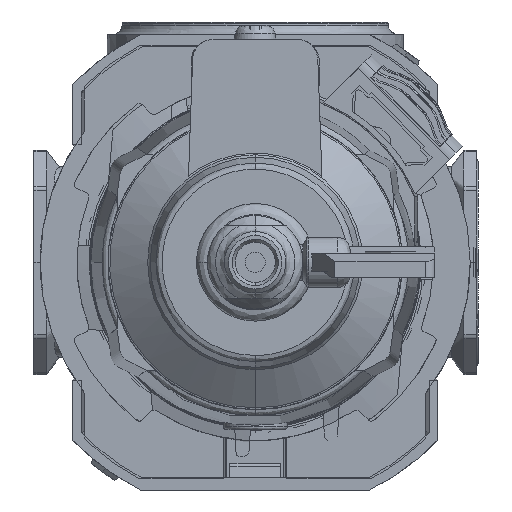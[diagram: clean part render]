
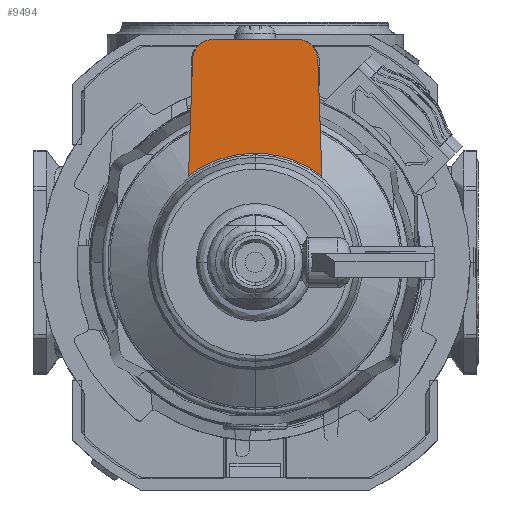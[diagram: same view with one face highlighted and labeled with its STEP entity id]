
A CAD part, front view. The second image highlights one B-rep face of the part: STEP entity #9494.
In plain terms, the highlighted planar face has unit normal (0, -1, 0).
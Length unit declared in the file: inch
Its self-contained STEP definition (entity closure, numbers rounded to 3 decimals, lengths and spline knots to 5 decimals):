
#626 = CARTESIAN_POINT ( 'NONE',  ( 0.32499, -4.15835, 1.37234 ) ) ;
#1290 = CARTESIAN_POINT ( 'NONE',  ( -0.14887, -4.15835, 0.66661 ) ) ;
#1529 = LINE ( 'NONE', #14185, #41874 ) ;
#1709 = CARTESIAN_POINT ( 'NONE',  ( 0.41513, -4.15835, 0.53726 ) ) ;
#2215 = CARTESIAN_POINT ( 'NONE',  ( -0.28978, -4.15835, 0.61851 ) ) ;
#4227 = CARTESIAN_POINT ( 'NONE',  ( -0.27825, -4.15835, 1.3878 ) ) ;
#6147 = CARTESIAN_POINT ( 'NONE',  ( -0.26187, -4.15835, 1.3878 ) ) ;
#8355 = CARTESIAN_POINT ( 'NONE',  ( 0.33897, -4.15835, 1.36326 ) ) ;
#9494 = ADVANCED_FACE ( 'NONE', ( #37190 ), #60371, .F. ) ;
#10277 = ORIENTED_EDGE ( 'NONE', *, *, #47929, .F. ) ;
#10643 = CARTESIAN_POINT ( 'NONE',  ( 0.26187, -4.15835, 1.3878 ) ) ;
#11518 = CARTESIAN_POINT ( 'NONE',  ( -0.38917, -4.15835, 1.28067 ) ) ;
#11847 = CARTESIAN_POINT ( 'NONE',  ( -0.38975, -4.15835, 1.26431 ) ) ;
#13624 = DIRECTION ( 'NONE',  ( 0.035, 0., -0.999 ) ) ;
#14183 = B_SPLINE_CURVE_WITH_KNOTS ( 'NONE', 3,
 ( #85100, #11518, #79253, #57452, #63788, #63319, #48777, #42008, #4227, #6147 ),
 .UNSPECIFIED., .F., .F.,
 ( 4, 2, 2, 2, 4 ),
 ( 0., 0.25, 0.5, 0.75, 1. ),
 .UNSPECIFIED. ) ;
#14185 = CARTESIAN_POINT ( 'NONE',  ( -0.26187, -4.15835, 1.3878 ) ) ;
#15356 = CARTESIAN_POINT ( 'NONE',  ( 0., -4.15835, 0.67896 ) ) ;
#15800 = VERTEX_POINT ( 'NONE', #24673 ) ;
#16298 = CARTESIAN_POINT ( 'NONE',  ( -0.07444, -4.15835, 0.67896 ) ) ;
#16797 = B_SPLINE_CURVE_WITH_KNOTS ( 'NONE', 3,
 ( #74673, #52416, #22405, #626, #8355, #30185, #59674, #22888, #89248, #87324 ),
 .UNSPECIFIED., .F., .F.,
 ( 4, 2, 2, 2, 4 ),
 ( 0., 0.25, 0.5, 0.75, 1. ),
 .UNSPECIFIED. ) ;
#19907 = CARTESIAN_POINT ( 'NONE',  ( 0., -4.15835, 0.67896 ) ) ;
#20043 = EDGE_CURVE ( 'NONE', #40671, #84228, #14183, .T. ) ;
#21197 = B_SPLINE_CURVE_WITH_KNOTS ( 'NONE', 3,
 ( #1709, #53976, #31262, #60764, #53499, #83529 ),
 .UNSPECIFIED., .F., .F.,
 ( 4, 2, 4 ),
 ( 0., 0.25, 0.5 ),
 .UNSPECIFIED. ) ;
#22405 = CARTESIAN_POINT ( 'NONE',  ( 0.29462, -4.15835, 1.38461 ) ) ;
#22636 = DIRECTION ( 'NONE',  ( 0., 0., 1. ) ) ;
#22888 = CARTESIAN_POINT ( 'NONE',  ( 0.38542, -4.15835, 1.29692 ) ) ;
#23087 = CARTESIAN_POINT ( 'NONE',  ( -0.41513, -4.15835, 0.53726 ) ) ;
#24673 = CARTESIAN_POINT ( 'NONE',  ( 0.38975, -4.15835, 1.26431 ) ) ;
#25578 = AXIS2_PLACEMENT_3D ( 'NONE', #37659, #89463, #22636 ) ;
#26571 = CARTESIAN_POINT ( 'NONE',  ( 0.41513, -4.15835, 0.53726 ) ) ;
#30185 = CARTESIAN_POINT ( 'NONE',  ( 0.36253, -4.15835, 1.34051 ) ) ;
#30732 = CARTESIAN_POINT ( 'NONE',  ( -0.41513, -4.15835, 0.53726 ) ) ;
#30841 = CARTESIAN_POINT ( 'NONE',  ( -0.35623, -4.15835, 0.58278 ) ) ;
#31262 = CARTESIAN_POINT ( 'NONE',  ( 0.28978, -4.15835, 0.61851 ) ) ;
#35331 = EDGE_LOOP ( 'NONE', ( #55512, #65227, #61211, #10277, #62238, #75643, #82248 ) ) ;
#36205 = VERTEX_POINT ( 'NONE', #10643 ) ;
#37190 = FACE_OUTER_BOUND ( 'NONE', #35331, .T. ) ;
#37659 = CARTESIAN_POINT ( 'NONE',  ( -0.26187, -4.15835, 1.25984 ) ) ;
#40671 = VERTEX_POINT ( 'NONE', #11847 ) ;
#41874 = VECTOR ( 'NONE', #88259, 39.37008 ) ;
#42008 = CARTESIAN_POINT ( 'NONE',  ( -0.29462, -4.15835, 1.38461 ) ) ;
#43190 = VECTOR ( 'NONE', #88089, 39.37008 ) ;
#47660 = VERTEX_POINT ( 'NONE', #30732 ) ;
#47929 = EDGE_CURVE ( 'NONE', #84228, #36205, #1529, .T. ) ;
#48595 = VERTEX_POINT ( 'NONE', #19907 ) ;
#48777 = CARTESIAN_POINT ( 'NONE',  ( -0.32499, -4.15835, 1.37234 ) ) ;
#50406 = LINE ( 'NONE', #79928, #55703 ) ;
#52120 = B_SPLINE_CURVE_WITH_KNOTS ( 'NONE', 3,
 ( #15356, #16298, #1290, #2215, #30841, #23087 ),
 .UNSPECIFIED., .F., .F.,
 ( 4, 2, 4 ),
 ( 0.5, 0.75, 1. ),
 .UNSPECIFIED. ) ;
#52416 = CARTESIAN_POINT ( 'NONE',  ( 0.27825, -4.15835, 1.3878 ) ) ;
#52648 = EDGE_CURVE ( 'NONE', #36205, #15800, #16797, .T. ) ;
#53499 = CARTESIAN_POINT ( 'NONE',  ( 0.07444, -4.15835, 0.67896 ) ) ;
#53976 = CARTESIAN_POINT ( 'NONE',  ( 0.35623, -4.15835, 0.58278 ) ) ;
#55121 = EDGE_CURVE ( 'NONE', #92277, #48595, #21197, .T. ) ;
#55512 = ORIENTED_EDGE ( 'NONE', *, *, #55121, .F. ) ;
#55703 = VECTOR ( 'NONE', #13624, 39.37008 ) ;
#57452 = CARTESIAN_POINT ( 'NONE',  ( -0.3721, -4.15835, 1.32685 ) ) ;
#59674 = CARTESIAN_POINT ( 'NONE',  ( 0.3721, -4.15835, 1.32685 ) ) ;
#60371 = PLANE ( 'NONE',  #25578 ) ;
#60764 = CARTESIAN_POINT ( 'NONE',  ( 0.14887, -4.15835, 0.66661 ) ) ;
#61211 = ORIENTED_EDGE ( 'NONE', *, *, #52648, .F. ) ;
#62238 = ORIENTED_EDGE ( 'NONE', *, *, #20043, .F. ) ;
#63319 = CARTESIAN_POINT ( 'NONE',  ( -0.33897, -4.15835, 1.36326 ) ) ;
#63788 = CARTESIAN_POINT ( 'NONE',  ( -0.36253, -4.15835, 1.34051 ) ) ;
#65227 = ORIENTED_EDGE ( 'NONE', *, *, #84466, .F. ) ;
#67708 = CARTESIAN_POINT ( 'NONE',  ( -0.4198, -4.15835, 0.40354 ) ) ;
#74673 = CARTESIAN_POINT ( 'NONE',  ( 0.26187, -4.15835, 1.3878 ) ) ;
#74763 = EDGE_CURVE ( 'NONE', #48595, #47660, #52120, .T. ) ;
#75643 = ORIENTED_EDGE ( 'NONE', *, *, #83100, .F. ) ;
#79253 = CARTESIAN_POINT ( 'NONE',  ( -0.38542, -4.15835, 1.29692 ) ) ;
#79928 = CARTESIAN_POINT ( 'NONE',  ( 0.38975, -4.15835, 1.26431 ) ) ;
#82248 = ORIENTED_EDGE ( 'NONE', *, *, #74763, .F. ) ;
#82703 = LINE ( 'NONE', #67708, #43190 ) ;
#83100 = EDGE_CURVE ( 'NONE', #47660, #40671, #82703, .T. ) ;
#83529 = CARTESIAN_POINT ( 'NONE',  ( 0., -4.15835, 0.67896 ) ) ;
#84228 = VERTEX_POINT ( 'NONE', #89709 ) ;
#84466 = EDGE_CURVE ( 'NONE', #15800, #92277, #50406, .T. ) ;
#85100 = CARTESIAN_POINT ( 'NONE',  ( -0.38975, -4.15835, 1.26431 ) ) ;
#87324 = CARTESIAN_POINT ( 'NONE',  ( 0.38975, -4.15835, 1.26431 ) ) ;
#88089 = DIRECTION ( 'NONE',  ( 0.035, 0., 0.999 ) ) ;
#88259 = DIRECTION ( 'NONE',  ( 1., 0., 0. ) ) ;
#89248 = CARTESIAN_POINT ( 'NONE',  ( 0.38917, -4.15835, 1.28067 ) ) ;
#89463 = DIRECTION ( 'NONE',  ( 0., 1., 0. ) ) ;
#89709 = CARTESIAN_POINT ( 'NONE',  ( -0.26187, -4.15835, 1.3878 ) ) ;
#92277 = VERTEX_POINT ( 'NONE', #26571 ) ;
